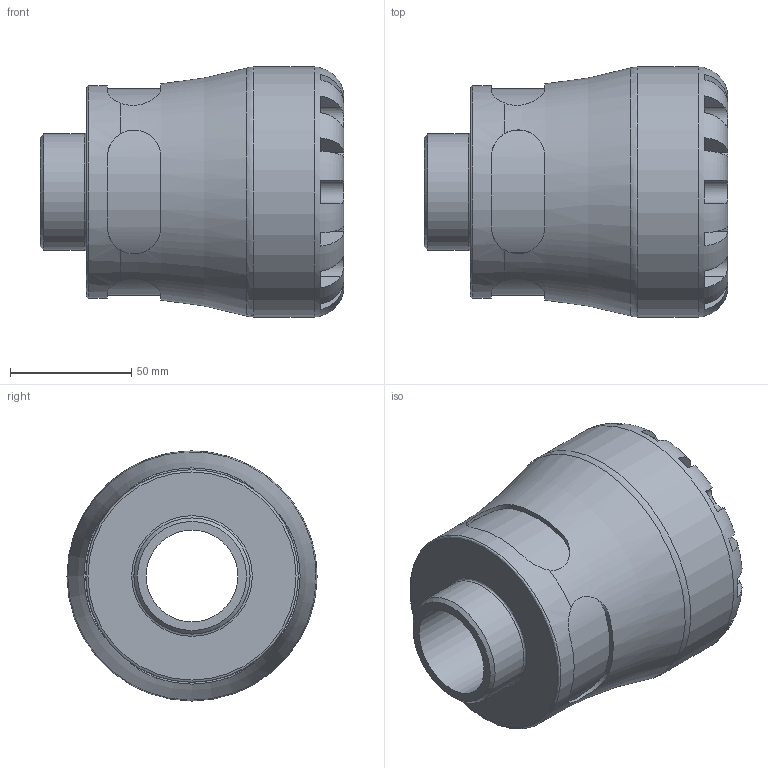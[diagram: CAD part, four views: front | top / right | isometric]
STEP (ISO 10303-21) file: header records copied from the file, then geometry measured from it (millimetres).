
FILE_DESCRIPTION(/* description */ ('PLASSON MALE ADAPTOR 63X1.1/2" SERIES 1'),/* implementation_level */ '2;1');
FILE_NAME(/* name */ '100200063015_190200063015.ipt.stp',/* time_stamp */ '2017-07-27T14:39:36+03:00',/* author */ ('KIM'),/* organization */ (''),/* preprocessor_version */ 'ST-DEVELOPER v15.6',/* originating_system */ 'Autodesk Inventor 2015',/* authorisation */ '');
FILE_SCHEMA (('AUTOMOTIVE_DESIGN { 1 0 10303 214 3 1 1 }'));
Length unit declared in the file: millimetre
Products named in the file (1): 100200063015_190200063015
Bounding box: 125 x 103 x 103 mm (x, y, z)
Volume: 452478.5 mm3; surface area: 70683.2 mm2
Topology: 1 solids, 1 shells, 108 faces, 281 edges, 177 vertices
Faces by surface type: plane 68, cylinder 33, torus 5, cone 2
Full cylindrical faces by diameter (mm): 37.8 x1, 47.803 x1, 63 x1, 87.55 x1, 103 x1
Entity records: 4036 total; most frequent: CARTESIAN_POINT 1509, ORIENTED_EDGE 532, DIRECTION 502, EDGE_CURVE 266, AXIS2_PLACEMENT_3D 207, VERTEX_POINT 174, EDGE_LOOP 124, FACE_OUTER_BOUND 108
